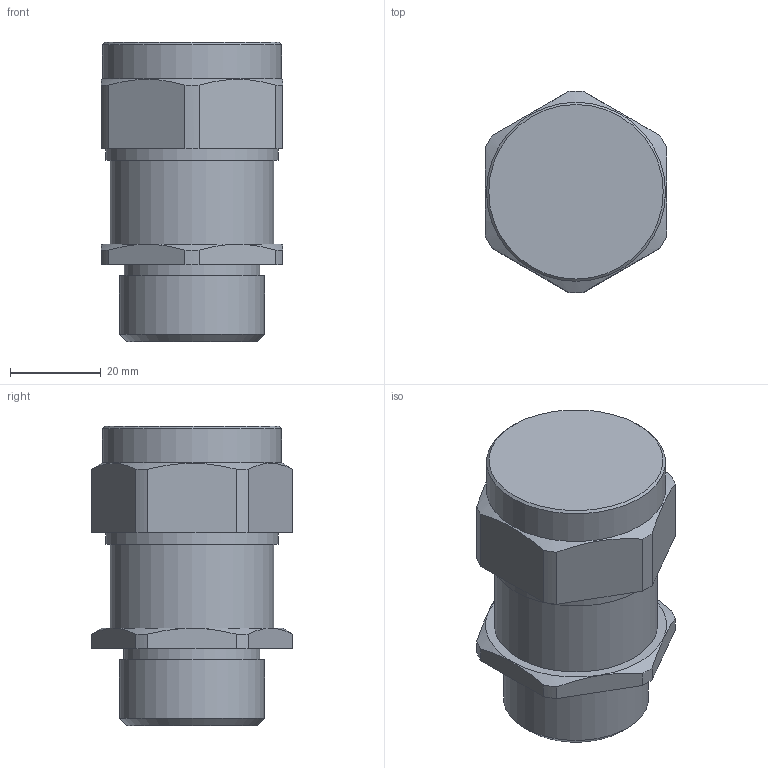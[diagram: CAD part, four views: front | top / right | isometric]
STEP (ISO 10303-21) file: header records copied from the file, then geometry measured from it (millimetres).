
FILE_DESCRIPTION((''),'2;1');
FILE_NAME('КНВЗ3M.stp','2021-11-01T12:51:21',('v.v.tulinov'),(''),'Autodesk Inventor 2012','Autodesk Inventor 2012','');
FILE_SCHEMA(('AUTOMOTIVE_DESIGN { 1 0 10303 214 1 1 1 1 }'));
Length unit declared in the file: millimetre
Products named in the file (1): FEC (параметрика)(Для СКЛАДА)_Внешний контур_1
Bounding box: 40 x 44.49 x 66 mm (x, y, z)
Volume: 72177.1 mm3; surface area: 11194.9 mm2
Topology: 1 solids, 1 shells, 40 faces, 97 edges, 64 vertices
Faces by surface type: plane 19, cylinder 17, cone 4
Full cylindrical faces by diameter (mm): 30 x1, 32 x1, 36 x1, 38 x1, 39.5 x1
Entity records: 1171 total; most frequent: CARTESIAN_POINT 211, DIRECTION 192, ORIENTED_EDGE 170, EDGE_CURVE 85, AXIS2_PLACEMENT_3D 78, VERTEX_POINT 61, EDGE_LOOP 54, STYLED_ITEM 41
